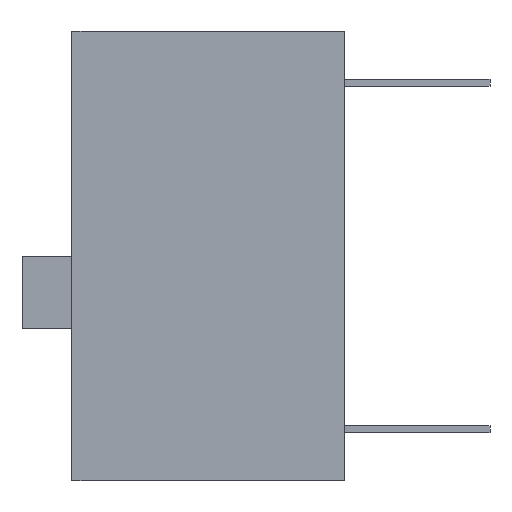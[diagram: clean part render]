
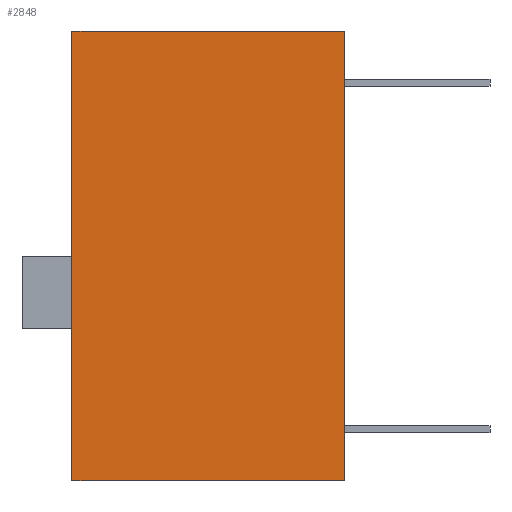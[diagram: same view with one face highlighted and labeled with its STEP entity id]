
A CAD part, left-side view. The second image highlights one B-rep face of the part: STEP entity #2848.
In plain terms, the highlighted planar face has unit normal (-1, 0, 0).
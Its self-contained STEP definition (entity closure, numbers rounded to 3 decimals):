
#686 = PLANE('',#687);
#687 = AXIS2_PLACEMENT_3D('',#688,#689,#690);
#688 = CARTESIAN_POINT('',(0.,3.2,0.));
#689 = DIRECTION('',(0.,1.,0.));
#690 = DIRECTION('',(1.,0.,0.));
#1300 = EDGE_CURVE('',#1301,#1303,#1305,.T.);
#1301 = VERTEX_POINT('',#1302);
#1302 = CARTESIAN_POINT('',(-3.32,3.2,4.95));
#1303 = VERTEX_POINT('',#1304);
#1304 = CARTESIAN_POINT('',(-3.32,3.2,-4.95));
#1305 = SURFACE_CURVE('',#1306,(#1310,#1317),.PCURVE_S1.);
#1306 = LINE('',#1307,#1308);
#1307 = CARTESIAN_POINT('',(-3.32,3.2,0.));
#1308 = VECTOR('',#1309,1.);
#1309 = DIRECTION('',(0.,0.,-1.));
#1310 = PCURVE('',#686,#1311);
#1311 = DEFINITIONAL_REPRESENTATION('',(#1312),#1316);
#1312 = LINE('',#1313,#1314);
#1313 = CARTESIAN_POINT('',(-3.32,0.));
#1314 = VECTOR('',#1315,1.);
#1315 = DIRECTION('',(0.,1.));
#1316 = ( GEOMETRIC_REPRESENTATION_CONTEXT(2) 
PARAMETRIC_REPRESENTATION_CONTEXT() REPRESENTATION_CONTEXT('2D SPACE',''
  ) );
#1317 = PCURVE('',#1318,#1323);
#1318 = PLANE('',#1319);
#1319 = AXIS2_PLACEMENT_3D('',#1320,#1321,#1322);
#1320 = CARTESIAN_POINT('',(-3.32,6.2,0.));
#1321 = DIRECTION('',(1.,0.,0.));
#1322 = DIRECTION('',(0.,1.,0.));
#1323 = DEFINITIONAL_REPRESENTATION('',(#1324),#1328);
#1324 = LINE('',#1325,#1326);
#1325 = CARTESIAN_POINT('',(-3.,0.));
#1326 = VECTOR('',#1327,1.);
#1327 = DIRECTION('',(0.,-1.));
#1328 = ( GEOMETRIC_REPRESENTATION_CONTEXT(2) 
PARAMETRIC_REPRESENTATION_CONTEXT() REPRESENTATION_CONTEXT('2D SPACE',''
  ) );
#1346 = PLANE('',#1347);
#1347 = AXIS2_PLACEMENT_3D('',#1348,#1349,#1350);
#1348 = CARTESIAN_POINT('',(0.,6.2,-4.95));
#1349 = DIRECTION('',(0.,0.,1.));
#1350 = DIRECTION('',(1.,0.,0.));
#1400 = PLANE('',#1401);
#1401 = AXIS2_PLACEMENT_3D('',#1402,#1403,#1404);
#1402 = CARTESIAN_POINT('',(0.,6.2,4.95));
#1403 = DIRECTION('',(0.,0.,1.));
#1404 = DIRECTION('',(1.,0.,0.));
#2094 = PLANE('',#2095);
#2095 = AXIS2_PLACEMENT_3D('',#2096,#2097,#2098);
#2096 = CARTESIAN_POINT('',(0.,9.2,0.));
#2097 = DIRECTION('',(0.,-1.,0.));
#2098 = DIRECTION('',(0.,0.,-1.));
#2734 = VERTEX_POINT('',#2735);
#2735 = CARTESIAN_POINT('',(-3.32,9.2,4.95));
#2756 = EDGE_CURVE('',#2734,#1301,#2757,.T.);
#2757 = SURFACE_CURVE('',#2758,(#2762,#2769),.PCURVE_S1.);
#2758 = LINE('',#2759,#2760);
#2759 = CARTESIAN_POINT('',(-3.32,6.2,4.95));
#2760 = VECTOR('',#2761,1.);
#2761 = DIRECTION('',(0.,-1.,0.));
#2762 = PCURVE('',#1400,#2763);
#2763 = DEFINITIONAL_REPRESENTATION('',(#2764),#2768);
#2764 = LINE('',#2765,#2766);
#2765 = CARTESIAN_POINT('',(-3.32,0.));
#2766 = VECTOR('',#2767,1.);
#2767 = DIRECTION('',(0.,-1.));
#2768 = ( GEOMETRIC_REPRESENTATION_CONTEXT(2) 
PARAMETRIC_REPRESENTATION_CONTEXT() REPRESENTATION_CONTEXT('2D SPACE',''
  ) );
#2769 = PCURVE('',#1318,#2770);
#2770 = DEFINITIONAL_REPRESENTATION('',(#2771),#2775);
#2771 = LINE('',#2772,#2773);
#2772 = CARTESIAN_POINT('',(0.,4.95));
#2773 = VECTOR('',#2774,1.);
#2774 = DIRECTION('',(-1.,0.));
#2775 = ( GEOMETRIC_REPRESENTATION_CONTEXT(2) 
PARAMETRIC_REPRESENTATION_CONTEXT() REPRESENTATION_CONTEXT('2D SPACE',''
  ) );
#2805 = EDGE_CURVE('',#1303,#2806,#2808,.T.);
#2806 = VERTEX_POINT('',#2807);
#2807 = CARTESIAN_POINT('',(-3.32,9.2,-4.95));
#2808 = SURFACE_CURVE('',#2809,(#2813,#2820),.PCURVE_S1.);
#2809 = LINE('',#2810,#2811);
#2810 = CARTESIAN_POINT('',(-3.32,6.2,-4.95));
#2811 = VECTOR('',#2812,1.);
#2812 = DIRECTION('',(0.,1.,0.));
#2813 = PCURVE('',#1346,#2814);
#2814 = DEFINITIONAL_REPRESENTATION('',(#2815),#2819);
#2815 = LINE('',#2816,#2817);
#2816 = CARTESIAN_POINT('',(-3.32,0.));
#2817 = VECTOR('',#2818,1.);
#2818 = DIRECTION('',(0.,1.));
#2819 = ( GEOMETRIC_REPRESENTATION_CONTEXT(2) 
PARAMETRIC_REPRESENTATION_CONTEXT() REPRESENTATION_CONTEXT('2D SPACE',''
  ) );
#2820 = PCURVE('',#1318,#2821);
#2821 = DEFINITIONAL_REPRESENTATION('',(#2822),#2826);
#2822 = LINE('',#2823,#2824);
#2823 = CARTESIAN_POINT('',(0.,-4.95));
#2824 = VECTOR('',#2825,1.);
#2825 = DIRECTION('',(1.,0.));
#2826 = ( GEOMETRIC_REPRESENTATION_CONTEXT(2) 
PARAMETRIC_REPRESENTATION_CONTEXT() REPRESENTATION_CONTEXT('2D SPACE',''
  ) );
#2848 = ADVANCED_FACE('',(#2849),#1318,.F.);
#2849 = FACE_BOUND('',#2850,.T.);
#2850 = EDGE_LOOP('',(#2851,#2872,#2873,#2874));
#2851 = ORIENTED_EDGE('',*,*,#2852,.T.);
#2852 = EDGE_CURVE('',#2734,#2806,#2853,.T.);
#2853 = SURFACE_CURVE('',#2854,(#2858,#2865),.PCURVE_S1.);
#2854 = LINE('',#2855,#2856);
#2855 = CARTESIAN_POINT('',(-3.32,9.2,0.));
#2856 = VECTOR('',#2857,1.);
#2857 = DIRECTION('',(0.,0.,-1.));
#2858 = PCURVE('',#1318,#2859);
#2859 = DEFINITIONAL_REPRESENTATION('',(#2860),#2864);
#2860 = LINE('',#2861,#2862);
#2861 = CARTESIAN_POINT('',(3.,0.));
#2862 = VECTOR('',#2863,1.);
#2863 = DIRECTION('',(0.,-1.));
#2864 = ( GEOMETRIC_REPRESENTATION_CONTEXT(2) 
PARAMETRIC_REPRESENTATION_CONTEXT() REPRESENTATION_CONTEXT('2D SPACE',''
  ) );
#2865 = PCURVE('',#2094,#2866);
#2866 = DEFINITIONAL_REPRESENTATION('',(#2867),#2871);
#2867 = LINE('',#2868,#2869);
#2868 = CARTESIAN_POINT('',(0.,-3.32));
#2869 = VECTOR('',#2870,1.);
#2870 = DIRECTION('',(1.,0.));
#2871 = ( GEOMETRIC_REPRESENTATION_CONTEXT(2) 
PARAMETRIC_REPRESENTATION_CONTEXT() REPRESENTATION_CONTEXT('2D SPACE',''
  ) );
#2872 = ORIENTED_EDGE('',*,*,#2805,.F.);
#2873 = ORIENTED_EDGE('',*,*,#1300,.F.);
#2874 = ORIENTED_EDGE('',*,*,#2756,.F.);
